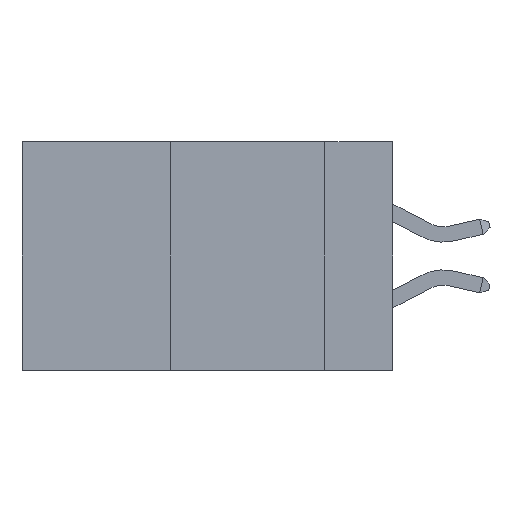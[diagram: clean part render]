
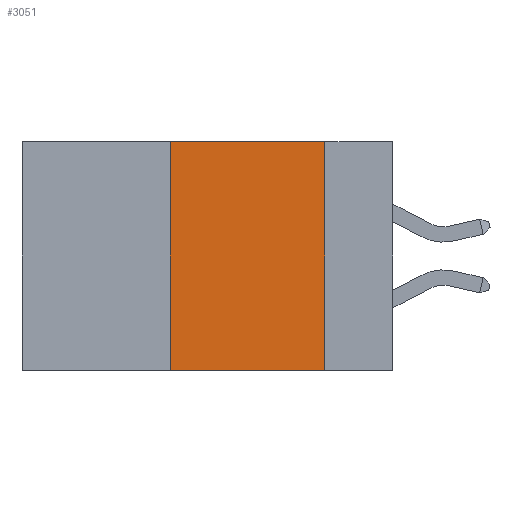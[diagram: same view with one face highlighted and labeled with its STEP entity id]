
A CAD part, left-side view. The second image highlights one B-rep face of the part: STEP entity #3051.
In plain terms, the highlighted planar face has unit normal (-1, 0, 0).
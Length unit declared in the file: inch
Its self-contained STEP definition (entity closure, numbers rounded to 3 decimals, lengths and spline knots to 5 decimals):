
#840 = CARTESIAN_POINT ( 'NONE',  ( 0., 0.6, 0. ) ) ;
#1429 = CARTESIAN_POINT ( 'NONE',  ( 0., 0.6, 0. ) ) ;
#1985 = VECTOR ( 'NONE', #26952, 39.37008 ) ;
#3051 = ADVANCED_FACE ( 'NONE', ( #24392 ), #21397, .F. ) ;
#3417 = EDGE_LOOP ( 'NONE', ( #6023, #10510, #8873, #10380 ) ) ;
#6023 = ORIENTED_EDGE ( 'NONE', *, *, #23417, .F. ) ;
#8117 = LINE ( 'NONE', #21175, #12162 ) ;
#8873 = ORIENTED_EDGE ( 'NONE', *, *, #18967, .F. ) ;
#10380 = ORIENTED_EDGE ( 'NONE', *, *, #21232, .T. ) ;
#10510 = ORIENTED_EDGE ( 'NONE', *, *, #19475, .F. ) ;
#11069 = DIRECTION ( 'NONE',  ( 0., -1., 0. ) ) ;
#11105 = DIRECTION ( 'NONE',  ( 0., 0., 1. ) ) ;
#11667 = DIRECTION ( 'NONE',  ( 0., 0., -1. ) ) ;
#12162 = VECTOR ( 'NONE', #11105, 39.37008 ) ;
#12955 = VERTEX_POINT ( 'NONE', #14289 ) ;
#14128 = LINE ( 'NONE', #24503, #27708 ) ;
#14224 = LINE ( 'NONE', #21756, #1985 ) ;
#14289 = CARTESIAN_POINT ( 'NONE',  ( 0., 0.11, 0. ) ) ;
#14872 = CARTESIAN_POINT ( 'NONE',  ( 0., 0.36, -0.37 ) ) ;
#14880 = CARTESIAN_POINT ( 'NONE',  ( 0., 0.11, -0.37 ) ) ;
#16377 = DIRECTION ( 'NONE',  ( 1., 0., 0. ) ) ;
#17548 = VERTEX_POINT ( 'NONE', #30238 ) ;
#18967 = EDGE_CURVE ( 'NONE', #29854, #17548, #8117, .T. ) ;
#19475 = EDGE_CURVE ( 'NONE', #17548, #12955, #21135, .T. ) ;
#21135 = LINE ( 'NONE', #840, #22363 ) ;
#21175 = CARTESIAN_POINT ( 'NONE',  ( 0., 0.36, 0. ) ) ;
#21232 = EDGE_CURVE ( 'NONE', #29854, #24984, #14128, .T. ) ;
#21397 = PLANE ( 'NONE',  #32999 ) ;
#21756 = CARTESIAN_POINT ( 'NONE',  ( 0., 0.11, 0. ) ) ;
#22363 = VECTOR ( 'NONE', #11069, 39.37008 ) ;
#23417 = EDGE_CURVE ( 'NONE', #12955, #24984, #14224, .T. ) ;
#24392 = FACE_OUTER_BOUND ( 'NONE', #3417, .T. ) ;
#24503 = CARTESIAN_POINT ( 'NONE',  ( 0., 0.6, -0.37 ) ) ;
#24984 = VERTEX_POINT ( 'NONE', #14880 ) ;
#26952 = DIRECTION ( 'NONE',  ( 0., 0., -1. ) ) ;
#27708 = VECTOR ( 'NONE', #32551, 39.37008 ) ;
#29854 = VERTEX_POINT ( 'NONE', #14872 ) ;
#30238 = CARTESIAN_POINT ( 'NONE',  ( 0., 0.36, 0. ) ) ;
#32551 = DIRECTION ( 'NONE',  ( 0., -1., 0. ) ) ;
#32999 = AXIS2_PLACEMENT_3D ( 'NONE', #1429, #16377, #11667 ) ;
